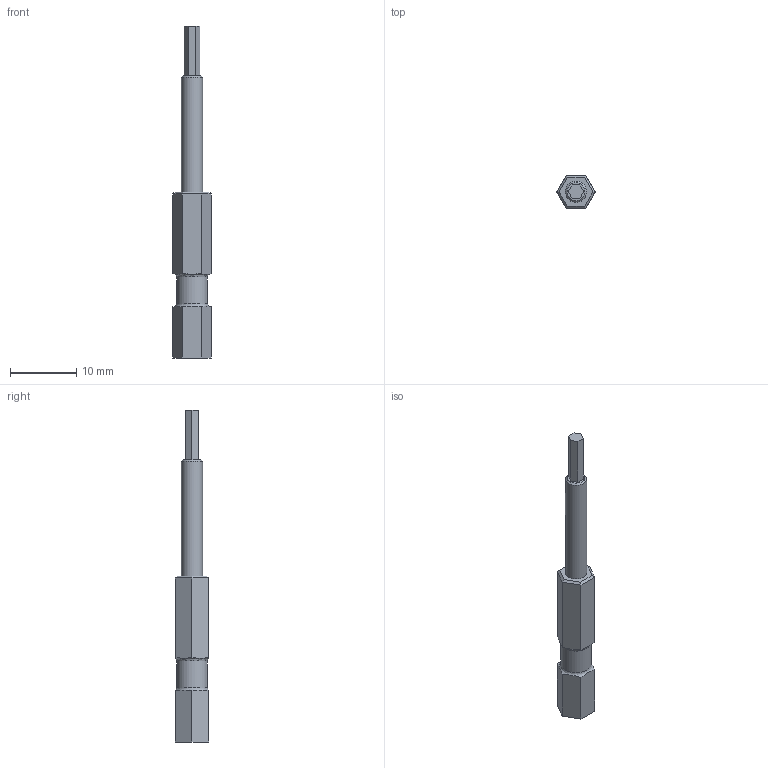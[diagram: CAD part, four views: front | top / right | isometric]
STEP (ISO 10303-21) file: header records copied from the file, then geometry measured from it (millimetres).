
FILE_DESCRIPTION(/* description */ (''),/* implementation_level */ '2;1');
FILE_NAME(/* name */ '100583959ugm000_a.stp',/* time_stamp */ '2014-07-03T10:46:12+02:00',/* author */ (''),/* organization */ (''),/* preprocessor_version */ 'ST-DEVELOPER v15',/* originating_system */ 'SIEMENS PLM Software NX 8.5',/* authorisation */ '');
FILE_SCHEMA (('AUTOMOTIVE_DESIGN { 1 0 10303 214 3 1 1 1 }'));
Length unit declared in the file: millimetre
Products named in the file (1): 100583959ugm000_a
Bounding box: 5.77 x 5 x 50 mm (x, y, z)
Volume: 685 mm3; surface area: 691 mm2
Topology: 1 solids, 1 shells, 134 faces, 421 edges, 392 vertices
Faces by surface type: plane 117, cylinder 12, bspline 2, extrusion 2, cone 1
Full cylindrical faces by diameter (mm): 0.286 x1, 0.338 x1, 3.2 x1, 4.65 x1
Entity records: 5321 total; most frequent: CARTESIAN_POINT 1084, DIRECTION 694, ORIENTED_EDGE 654, VECTOR 362, LINE 360, EDGE_CURVE 327, VERTEX_POINT 219, AXIS2_PLACEMENT_3D 166
